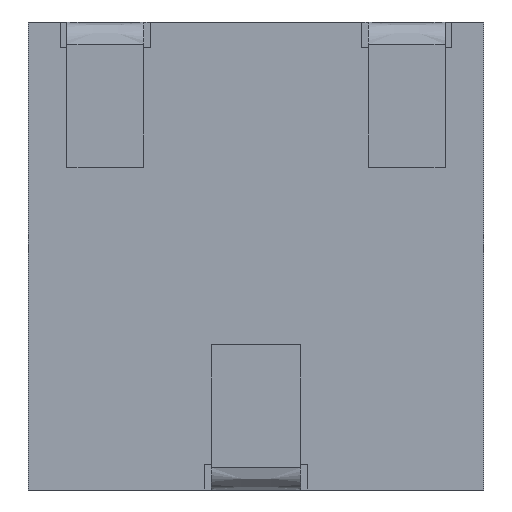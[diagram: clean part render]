
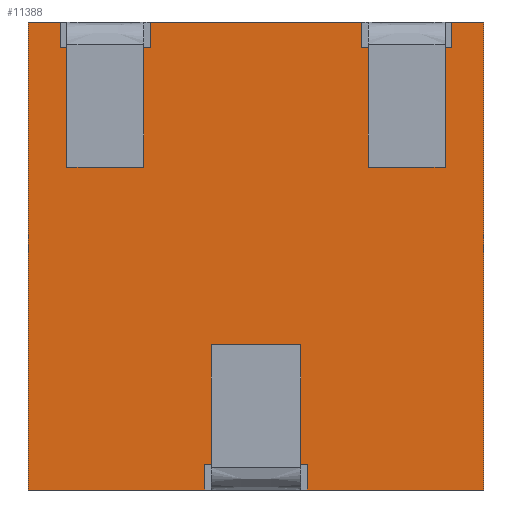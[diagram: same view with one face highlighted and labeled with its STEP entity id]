
A CAD part, front view. The second image highlights one B-rep face of the part: STEP entity #11388.
In plain terms, the highlighted free-form (B-spline) face has degree [1, 1] with [2, 2] control points.
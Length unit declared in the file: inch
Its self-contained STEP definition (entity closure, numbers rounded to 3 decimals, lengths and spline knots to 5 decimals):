
#1267=DIRECTION('',(1.,0.,0.));
#1268=VECTOR('',#1267,0.055);
#1269=CARTESIAN_POINT('',(0.016,-0.1,0.));
#1270=LINE('',#1269,#1268);
#1309=DIRECTION('',(1.,0.,0.));
#1310=VECTOR('',#1309,0.055);
#1311=CARTESIAN_POINT('',(-0.071,-0.1,0.));
#1312=LINE('',#1311,#1310);
#1577=DIRECTION('',(-1.,0.,0.));
#1578=VECTOR('',#1577,0.032);
#1579=CARTESIAN_POINT('',(0.016,-0.1,0.008));
#1580=LINE('',#1579,#1578);
#1584=DIRECTION('',(0.,0.,1.));
#1585=VECTOR('',#1584,0.008);
#1586=CARTESIAN_POINT('',(-0.016,-0.1,0.));
#1587=LINE('',#1586,#1585);
#1591=DIRECTION('',(0.,0.,1.));
#1592=VECTOR('',#1591,0.146);
#1593=CARTESIAN_POINT('',(-0.071,-0.1,0.));
#1594=LINE('',#1593,#1592);
#1598=DIRECTION('',(0.,0.,-1.));
#1599=VECTOR('',#1598,0.008);
#1600=CARTESIAN_POINT('',(-0.061,-0.1,0.146));
#1601=LINE('',#1600,#1599);
#1605=DIRECTION('',(1.,0.,0.));
#1606=VECTOR('',#1605,0.028);
#1607=CARTESIAN_POINT('',(-0.061,-0.1,0.138));
#1608=LINE('',#1607,#1606);
#1612=DIRECTION('',(0.,0.,-1.));
#1613=VECTOR('',#1612,0.008);
#1614=CARTESIAN_POINT('',(-0.033,-0.1,0.146));
#1615=LINE('',#1614,#1613);
#1619=DIRECTION('',(0.,0.,-1.));
#1620=VECTOR('',#1619,0.008);
#1621=CARTESIAN_POINT('',(0.033,-0.1,0.146));
#1622=LINE('',#1621,#1620);
#1626=DIRECTION('',(1.,0.,0.));
#1627=VECTOR('',#1626,0.028);
#1628=CARTESIAN_POINT('',(0.033,-0.1,0.138));
#1629=LINE('',#1628,#1627);
#1633=DIRECTION('',(0.,0.,-1.));
#1634=VECTOR('',#1633,0.008);
#1635=CARTESIAN_POINT('',(0.061,-0.1,0.146));
#1636=LINE('',#1635,#1634);
#1640=DIRECTION('',(0.,0.,1.));
#1641=VECTOR('',#1640,0.008);
#1642=CARTESIAN_POINT('',(0.016,-0.1,0.));
#1643=LINE('',#1642,#1641);
#1724=DIRECTION('',(0.,0.,1.));
#1725=VECTOR('',#1724,0.146);
#1726=CARTESIAN_POINT('',(0.071,-0.1,0.));
#1727=LINE('',#1726,#1725);
#1815=DIRECTION('',(1.,0.,0.));
#1816=VECTOR('',#1815,0.066);
#1817=CARTESIAN_POINT('',(-0.033,-0.1,0.146));
#1818=LINE('',#1817,#1816);
#1871=DIRECTION('',(1.,0.,0.));
#1872=VECTOR('',#1871,0.01);
#1873=CARTESIAN_POINT('',(-0.071,-0.1,0.146));
#1874=LINE('',#1873,#1872);
#1892=DIRECTION('',(1.,0.,0.));
#1893=VECTOR('',#1892,0.01);
#1894=CARTESIAN_POINT('',(0.061,-0.1,0.146));
#1895=LINE('',#1894,#1893);
#8564=CARTESIAN_POINT('',(-0.071,-0.1,0.));
#8565=CARTESIAN_POINT('',(-0.071,-0.1,0.146));
#8566=VERTEX_POINT('',#8564);
#8567=VERTEX_POINT('',#8565);
#8568=CARTESIAN_POINT('',(0.071,-0.1,0.));
#8569=CARTESIAN_POINT('',(0.071,-0.1,0.146));
#8570=VERTEX_POINT('',#8568);
#8571=VERTEX_POINT('',#8569);
#8704=CARTESIAN_POINT('',(-0.033,-0.1,0.146));
#8706=VERTEX_POINT('',#8704);
#8708=CARTESIAN_POINT('',(-0.061,-0.1,0.146));
#8710=VERTEX_POINT('',#8708);
#8712=CARTESIAN_POINT('',(0.061,-0.1,0.146));
#8714=VERTEX_POINT('',#8712);
#8716=CARTESIAN_POINT('',(0.033,-0.1,0.146));
#8718=VERTEX_POINT('',#8716);
#8720=CARTESIAN_POINT('',(-0.061,-0.1,0.138));
#8721=CARTESIAN_POINT('',(-0.033,-0.1,0.138));
#8722=VERTEX_POINT('',#8720);
#8723=VERTEX_POINT('',#8721);
#8724=CARTESIAN_POINT('',(0.033,-0.1,0.138));
#8725=CARTESIAN_POINT('',(0.061,-0.1,0.138));
#8726=VERTEX_POINT('',#8724);
#8727=VERTEX_POINT('',#8725);
#8736=CARTESIAN_POINT('',(-0.016,-0.1,0.));
#8738=VERTEX_POINT('',#8736);
#8740=CARTESIAN_POINT('',(0.016,-0.1,0.));
#8742=VERTEX_POINT('',#8740);
#8744=CARTESIAN_POINT('',(0.016,-0.1,0.008));
#8745=CARTESIAN_POINT('',(-0.016,-0.1,0.008));
#8746=VERTEX_POINT('',#8744);
#8747=VERTEX_POINT('',#8745);
#11352=CARTESIAN_POINT('',(-0.07384,-0.1,-0.00292));
#11353=CARTESIAN_POINT('',(-0.07384,-0.1,0.14892));
#11354=CARTESIAN_POINT('',(0.07384,-0.1,-0.00292));
#11355=CARTESIAN_POINT('',(0.07384,-0.1,0.14892));
#11356=B_SPLINE_SURFACE_WITH_KNOTS('',1,1,((#11352,#11353),(#11354,#11355)),
.UNSPECIFIED.,.F.,.F.,.F.,(2,2),(2,2),(-0.00284,0.14484),(-0.00292,0.14892),
.UNSPECIFIED.);
#11358=ORIENTED_EDGE('',*,*,#11357,.T.);
#11359=ORIENTED_EDGE('',*,*,#11344,.F.);
#11360=ORIENTED_EDGE('',*,*,#11067,.F.);
#11362=ORIENTED_EDGE('',*,*,#11361,.T.);
#11364=ORIENTED_EDGE('',*,*,#11363,.T.);
#11366=ORIENTED_EDGE('',*,*,#11365,.T.);
#11368=ORIENTED_EDGE('',*,*,#11367,.T.);
#11370=ORIENTED_EDGE('',*,*,#11369,.F.);
#11372=ORIENTED_EDGE('',*,*,#11371,.T.);
#11374=ORIENTED_EDGE('',*,*,#11373,.T.);
#11376=ORIENTED_EDGE('',*,*,#11375,.T.);
#11378=ORIENTED_EDGE('',*,*,#11377,.F.);
#11380=ORIENTED_EDGE('',*,*,#11379,.T.);
#11382=ORIENTED_EDGE('',*,*,#11381,.F.);
#11383=ORIENTED_EDGE('',*,*,#11058,.F.);
#11385=ORIENTED_EDGE('',*,*,#11384,.T.);
#11386=EDGE_LOOP('',(#11358,#11359,#11360,#11362,#11364,#11366,#11368,#11370,
#11372,#11374,#11376,#11378,#11380,#11382,#11383,#11385));
#11387=FACE_OUTER_BOUND('',#11386,.F.);
#11388=ADVANCED_FACE('',(#11387),#11356,.T.);
#11058=EDGE_CURVE('',#8742,#8570,#1270,.T.);
#11067=EDGE_CURVE('',#8566,#8738,#1312,.T.);
#11344=EDGE_CURVE('',#8738,#8747,#1587,.T.);
#11357=EDGE_CURVE('',#8746,#8747,#1580,.T.);
#11361=EDGE_CURVE('',#8566,#8567,#1594,.T.);
#11363=EDGE_CURVE('',#8567,#8710,#1874,.T.);
#11365=EDGE_CURVE('',#8710,#8722,#1601,.T.);
#11367=EDGE_CURVE('',#8722,#8723,#1608,.T.);
#11369=EDGE_CURVE('',#8706,#8723,#1615,.T.);
#11371=EDGE_CURVE('',#8706,#8718,#1818,.T.);
#11373=EDGE_CURVE('',#8718,#8726,#1622,.T.);
#11375=EDGE_CURVE('',#8726,#8727,#1629,.T.);
#11377=EDGE_CURVE('',#8714,#8727,#1636,.T.);
#11379=EDGE_CURVE('',#8714,#8571,#1895,.T.);
#11381=EDGE_CURVE('',#8570,#8571,#1727,.T.);
#11384=EDGE_CURVE('',#8742,#8746,#1643,.T.);
